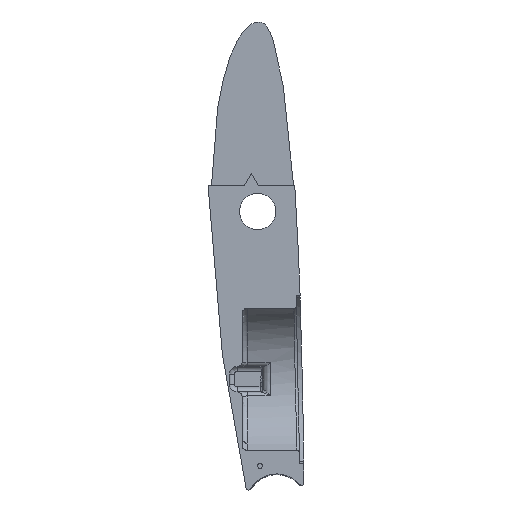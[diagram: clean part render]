
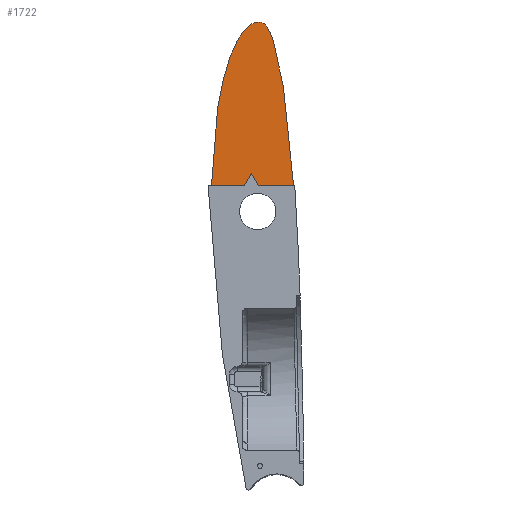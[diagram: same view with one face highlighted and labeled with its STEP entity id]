
A CAD part, left-side view. The second image highlights one B-rep face of the part: STEP entity #1722.
In plain terms, the highlighted planar face has unit normal (-1, 0, 0).
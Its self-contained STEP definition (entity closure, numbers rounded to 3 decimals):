
#71=B_SPLINE_CURVE_WITH_KNOTS('',3,(#3062,#3063,#3064,#3065,#3066,#3067,
#3068,#3069,#3070,#3071,#3072,#3073),.UNSPECIFIED.,.F.,.F.,(4,2,2,2,2,4),
(0.,0.415,0.915,2.496,
6.566,14.55),.UNSPECIFIED.);
#121=B_SPLINE_CURVE_WITH_KNOTS('',3,(#6317,#6318,#6319,#6320,#6321,#6322,
#6323,#6324,#6325,#6326,#6327,#6328,#6329,#6330,#6331,#6332,#6333,#6334),
 .UNSPECIFIED.,.F.,.F.,(4,2,2,2,2,2,2,2,4),(0.,3.332,
4.992,6.367,6.813,7.001,7.119,
7.468,8.415),.UNSPECIFIED.);
#159=PLANE('',#1915);
#246=FACE_OUTER_BOUND('',#361,.T.);
#361=EDGE_LOOP('',(#1505,#1506,#1507,#1508,#1509,#1510));
#396=LINE('',#3241,#486);
#473=LINE('',#6642,#563);
#474=LINE('',#6645,#564);
#475=LINE('',#6646,#565);
#486=VECTOR('',#2016,1000.);
#563=VECTOR('',#2341,1000.);
#564=VECTOR('',#2344,1000.);
#565=VECTOR('',#2345,1000.);
#676=VERTEX_POINT('',#3060);
#677=VERTEX_POINT('',#3061);
#693=VERTEX_POINT('',#3238);
#793=VERTEX_POINT('',#6316);
#820=VERTEX_POINT('',#6640);
#821=VERTEX_POINT('',#6644);
#840=EDGE_CURVE('',#676,#677,#71,.T.);
#859=EDGE_CURVE('',#693,#677,#396,.T.);
#1009=EDGE_CURVE('',#793,#676,#121,.T.);
#1058=EDGE_CURVE('',#793,#820,#473,.T.);
#1059=EDGE_CURVE('',#693,#821,#474,.T.);
#1060=EDGE_CURVE('',#821,#820,#475,.T.);
#1505=ORIENTED_EDGE('',*,*,#859,.F.);
#1506=ORIENTED_EDGE('',*,*,#1059,.T.);
#1507=ORIENTED_EDGE('',*,*,#1060,.T.);
#1508=ORIENTED_EDGE('',*,*,#1058,.F.);
#1509=ORIENTED_EDGE('',*,*,#1009,.T.);
#1510=ORIENTED_EDGE('',*,*,#840,.T.);
#1722=ADVANCED_FACE('',(#246),#159,.F.);
#1915=AXIS2_PLACEMENT_3D('',#6643,#2342,#2343);
#2016=DIRECTION('',(0.,1.,0.));
#2341=DIRECTION('',(0.,1.,0.));
#2342=DIRECTION('center_axis',(1.,0.,0.));
#2343=DIRECTION('ref_axis',(0.,0.,-1.));
#2344=DIRECTION('',(0.,-0.5,0.866));
#2345=DIRECTION('',(0.,-0.5,-0.866));
#3060=CARTESIAN_POINT('',(362.288,17.714,299.068));
#3061=CARTESIAN_POINT('',(362.288,34.074,235.37));
#3062=CARTESIAN_POINT('Ctrl Pts',(362.288,17.714,299.068));
#3063=CARTESIAN_POINT('Ctrl Pts',(362.288,18.941,298.432));
#3064=CARTESIAN_POINT('Ctrl Pts',(362.288,20.022,297.501));
#3065=CARTESIAN_POINT('Ctrl Pts',(362.288,22.071,295.244));
#3066=CARTESIAN_POINT('Ctrl Pts',(362.288,22.907,293.957));
#3067=CARTESIAN_POINT('Ctrl Pts',(362.288,25.042,290.424));
#3068=CARTESIAN_POINT('Ctrl Pts',(362.288,26.218,287.486));
#3069=CARTESIAN_POINT('Ctrl Pts',(362.288,28.813,280.281));
#3070=CARTESIAN_POINT('Ctrl Pts',(362.288,30.151,274.42));
#3071=CARTESIAN_POINT('Ctrl Pts',(362.288,32.98,258.179));
#3072=CARTESIAN_POINT('Ctrl Pts',(362.288,33.83,246.392));
#3073=CARTESIAN_POINT('Ctrl Pts',(362.288,34.074,235.37));
#3238=CARTESIAN_POINT('',(362.288,21.163,235.37));
#3241=CARTESIAN_POINT('',(362.288,-11.976,235.37));
#6316=CARTESIAN_POINT('',(362.288,1.817,235.37));
#6317=CARTESIAN_POINT('Ctrl Pts',(362.288,1.817,235.37));
#6318=CARTESIAN_POINT('Ctrl Pts',(362.288,2.613,246.448));
#6319=CARTESIAN_POINT('Ctrl Pts',(362.288,3.717,259.027));
#6320=CARTESIAN_POINT('Ctrl Pts',(362.288,5.975,275.531));
#6321=CARTESIAN_POINT('Ctrl Pts',(362.288,7.015,282.007));
#6322=CARTESIAN_POINT('Ctrl Pts',(362.288,9.478,291.943));
#6323=CARTESIAN_POINT('Ctrl Pts',(362.288,10.444,294.319));
#6324=CARTESIAN_POINT('Ctrl Pts',(362.288,11.334,296.158));
#6325=CARTESIAN_POINT('Ctrl Pts',(362.288,11.864,297.214));
#6326=CARTESIAN_POINT('Ctrl Pts',(362.288,12.826,298.393));
#6327=CARTESIAN_POINT('Ctrl Pts',(362.288,13.239,298.826));
#6328=CARTESIAN_POINT('Ctrl Pts',(362.288,14.054,299.257));
#6329=CARTESIAN_POINT('Ctrl Pts',(362.288,14.405,299.358));
#6330=CARTESIAN_POINT('Ctrl Pts',(362.288,15.362,299.597));
#6331=CARTESIAN_POINT('Ctrl Pts',(362.288,15.923,299.562));
#6332=CARTESIAN_POINT('Ctrl Pts',(362.288,16.971,299.444));
#6333=CARTESIAN_POINT('Ctrl Pts',(362.288,17.518,299.17));
#6334=CARTESIAN_POINT('Ctrl Pts',(362.288,17.714,299.068));
#6640=CARTESIAN_POINT('',(362.288,15.625,235.37));
#6642=CARTESIAN_POINT('',(362.288,-11.976,235.37));
#6643=CARTESIAN_POINT('Origin',(362.288,-11.976,330.035));
#6644=CARTESIAN_POINT('',(362.288,18.394,240.166));
#6645=CARTESIAN_POINT('',(362.288,-28.113,320.719));
#6646=CARTESIAN_POINT('',(362.288,49.716,294.417));
